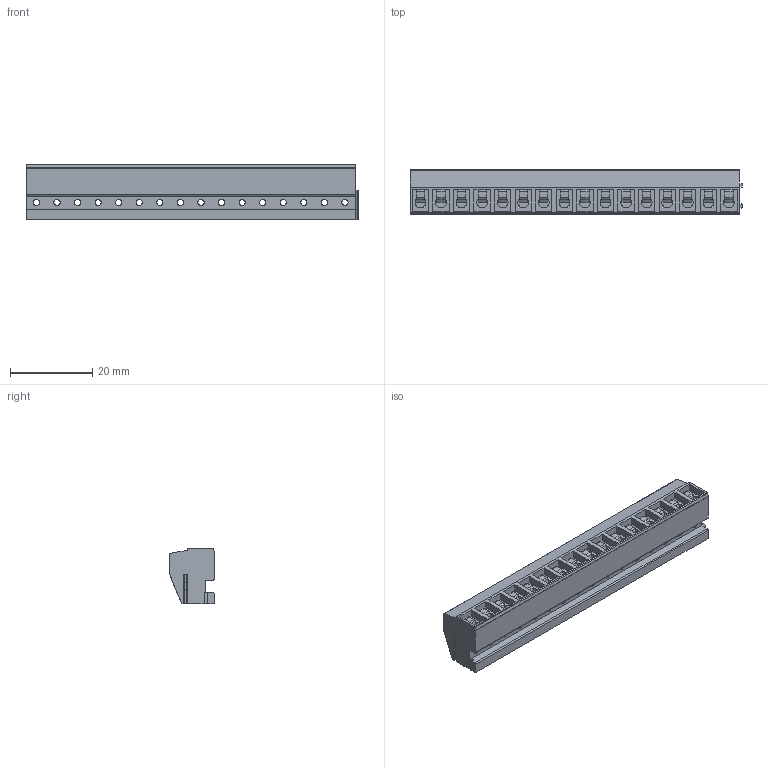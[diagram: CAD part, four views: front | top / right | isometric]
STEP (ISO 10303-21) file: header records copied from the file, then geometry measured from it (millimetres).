
FILE_DESCRIPTION((''),'2;1');
FILE_NAME('PRT0329','2024-11-20T14:18:25',('sheji'),(''),'CREO PARAMETRIC BY PTC INC, 2018100','CREO PARAMETRIC BY PTC INC, 2018100','');
FILE_SCHEMA(('CONFIG_CONTROL_DESIGN'));
Length unit declared in the file: millimetre
Products named in the file (1): PRT0329
Bounding box: 80.7 x 10.8 x 13.5 mm (x, y, z)
Volume: 7432.5 mm3; surface area: 7700 mm2
Topology: 1 solids, 1 shells, 919 faces, 2658 edges, 1771 vertices
Faces by surface type: plane 548, cylinder 371
Entity records: 31136 total; most frequent: CARTESIAN_POINT 6107, ORIENTED_EDGE 5316, DIRECTION 5172, EDGE_CURVE 2658, VECTOR 1788, LINE 1788, VERTEX_POINT 1771, AXIS2_PLACEMENT_3D 1692
